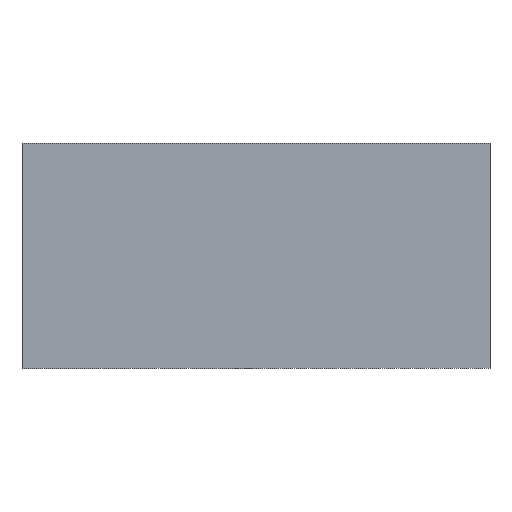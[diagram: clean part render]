
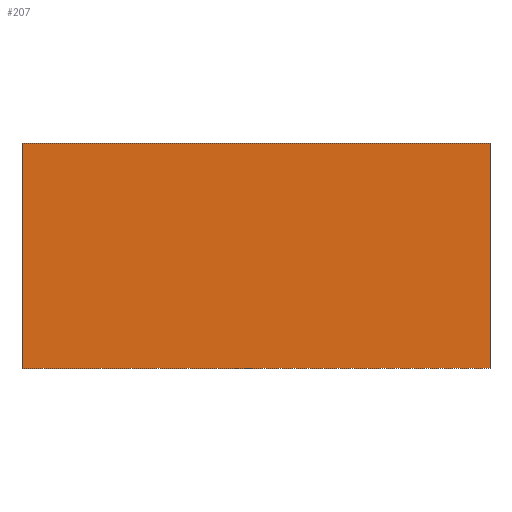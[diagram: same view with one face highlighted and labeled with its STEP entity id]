
A CAD part, front view. The second image highlights one B-rep face of the part: STEP entity #207.
In plain terms, the highlighted planar face has unit normal (0, -1, 0).
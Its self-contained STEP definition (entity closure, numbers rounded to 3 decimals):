
#25=FACE_OUTER_BOUND('',#37,.T.);
#37=EDGE_LOOP('',(#170,#171,#172,#173));
#50=LINE('',#310,#74);
#54=LINE('',#318,#78);
#57=LINE('',#324,#81);
#60=LINE('',#329,#84);
#74=VECTOR('',#259,10.);
#78=VECTOR('',#265,10.);
#81=VECTOR('',#270,10.);
#84=VECTOR('',#275,10.);
#94=VERTEX_POINT('',#308);
#95=VERTEX_POINT('',#309);
#98=VERTEX_POINT('',#317);
#100=VERTEX_POINT('',#323);
#114=EDGE_CURVE('',#94,#95,#50,.T.);
#118=EDGE_CURVE('',#98,#94,#54,.T.);
#121=EDGE_CURVE('',#100,#98,#57,.T.);
#124=EDGE_CURVE('',#95,#100,#60,.T.);
#170=ORIENTED_EDGE('',*,*,#124,.F.);
#171=ORIENTED_EDGE('',*,*,#114,.F.);
#172=ORIENTED_EDGE('',*,*,#118,.F.);
#173=ORIENTED_EDGE('',*,*,#121,.F.);
#184=PLANE('',#232);
#207=ADVANCED_FACE('',(#25),#184,.F.);
#232=AXIS2_PLACEMENT_3D('',#332,#279,#280);
#259=DIRECTION('',(0.,0.,-1.));
#265=DIRECTION('',(1.,0.,0.));
#270=DIRECTION('',(0.,0.,1.));
#275=DIRECTION('',(-1.,0.,0.));
#279=DIRECTION('center_axis',(0.,1.,0.));
#280=DIRECTION('ref_axis',(0.,0.,1.));
#308=CARTESIAN_POINT('',(0.,0.,0.));
#309=CARTESIAN_POINT('',(0.,0.,-750.));
#310=CARTESIAN_POINT('',(0.,0.,0.));
#317=CARTESIAN_POINT('',(-1560.,0.,0.));
#318=CARTESIAN_POINT('',(-1560.,0.,0.));
#323=CARTESIAN_POINT('',(-1560.,0.,-750.));
#324=CARTESIAN_POINT('',(-1560.,0.,-750.));
#329=CARTESIAN_POINT('',(0.,0.,-750.));
#332=CARTESIAN_POINT('Origin',(-780.,0.,-375.));
